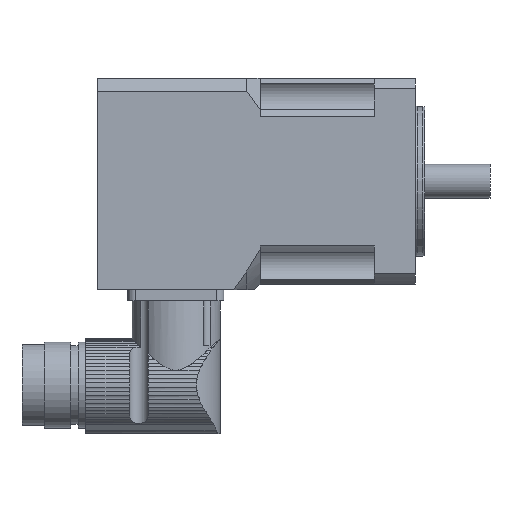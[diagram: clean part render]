
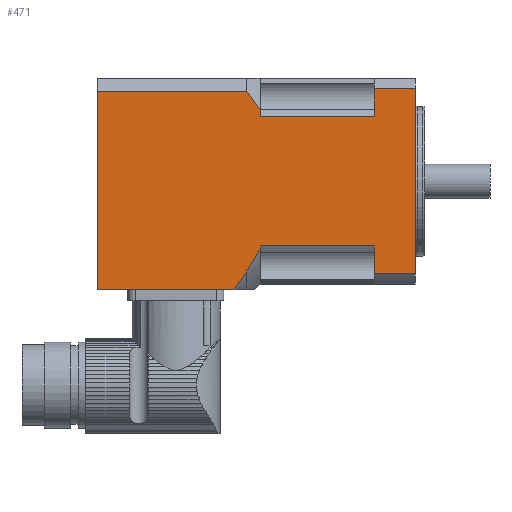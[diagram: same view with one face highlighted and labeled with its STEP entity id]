
A CAD part, left-side view. The second image highlights one B-rep face of the part: STEP entity #471.
In plain terms, the highlighted planar face has unit normal (-1, 0, 0).
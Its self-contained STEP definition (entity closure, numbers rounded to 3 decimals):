
#319=B_SPLINE_CURVE_WITH_KNOTS('',3,(#5814,#5815,#5816,#5817),.UNSPECIFIED.,
.F.,.F.,(4,4),(0.,1.),.UNSPECIFIED.);
#320=B_SPLINE_CURVE_WITH_KNOTS('',3,(#5821,#5822,#5823,#5824),.UNSPECIFIED.,
.F.,.F.,(4,4),(0.,1.),.UNSPECIFIED.);
#471=ADVANCED_FACE('',(#748),#699,.T.);
#699=PLANE('',#4163);
#748=FACE_OUTER_BOUND('',#959,.T.);
#959=EDGE_LOOP('',(#1710,#1711,#1712,#1713,#1714,#1715,#1716,#1717,#1718,
#1719,#1720,#1721,#1722,#1723,#1724,#1725,#1726));
#1223=LINE('',#5770,#1457);
#1238=LINE('',#5801,#1472);
#1239=LINE('',#5804,#1473);
#1240=LINE('',#5806,#1474);
#1241=LINE('',#5808,#1475);
#1242=LINE('',#5810,#1476);
#1243=LINE('',#5812,#1477);
#1244=LINE('',#5819,#1478);
#1245=LINE('',#5825,#1479);
#1246=LINE('',#5827,#1480);
#1247=LINE('',#5829,#1481);
#1248=LINE('',#5831,#1482);
#1249=LINE('',#5833,#1483);
#1250=LINE('',#5835,#1484);
#1251=LINE('',#5837,#1485);
#1457=VECTOR('',#4623,1.);
#1472=VECTOR('',#4642,1.);
#1473=VECTOR('',#4643,1.);
#1474=VECTOR('',#4644,1.);
#1475=VECTOR('',#4645,1.);
#1476=VECTOR('',#4646,1.);
#1477=VECTOR('',#4647,1.);
#1478=VECTOR('',#4648,1.);
#1479=VECTOR('',#4649,1.);
#1480=VECTOR('',#4650,1.);
#1481=VECTOR('',#4651,1.);
#1482=VECTOR('',#4652,1.);
#1483=VECTOR('',#4653,1.);
#1484=VECTOR('',#4654,1.);
#1485=VECTOR('',#4655,1.);
#1710=ORIENTED_EDGE('',*,*,#3344,.T.);
#1711=ORIENTED_EDGE('',*,*,#3345,.T.);
#1712=ORIENTED_EDGE('',*,*,#3346,.T.);
#1713=ORIENTED_EDGE('',*,*,#3347,.F.);
#1714=ORIENTED_EDGE('',*,*,#3348,.T.);
#1715=ORIENTED_EDGE('',*,*,#3349,.F.);
#1716=ORIENTED_EDGE('',*,*,#3350,.T.);
#1717=ORIENTED_EDGE('',*,*,#3351,.F.);
#1718=ORIENTED_EDGE('',*,*,#3352,.T.);
#1719=ORIENTED_EDGE('',*,*,#3329,.T.);
#1720=ORIENTED_EDGE('',*,*,#3353,.F.);
#1721=ORIENTED_EDGE('',*,*,#3354,.T.);
#1722=ORIENTED_EDGE('',*,*,#3355,.F.);
#1723=ORIENTED_EDGE('',*,*,#3356,.T.);
#1724=ORIENTED_EDGE('',*,*,#3357,.F.);
#1725=ORIENTED_EDGE('',*,*,#3358,.T.);
#1726=ORIENTED_EDGE('',*,*,#3359,.F.);
#2908=VERTEX_POINT('',#5760);
#2913=VERTEX_POINT('',#5769);
#2928=VERTEX_POINT('',#5802);
#2929=VERTEX_POINT('',#5803);
#2930=VERTEX_POINT('',#5805);
#2931=VERTEX_POINT('',#5807);
#2932=VERTEX_POINT('',#5809);
#2933=VERTEX_POINT('',#5811);
#2934=VERTEX_POINT('',#5813);
#2935=VERTEX_POINT('',#5818);
#2936=VERTEX_POINT('',#5820);
#2937=VERTEX_POINT('',#5826);
#2938=VERTEX_POINT('',#5828);
#2939=VERTEX_POINT('',#5830);
#2940=VERTEX_POINT('',#5832);
#2941=VERTEX_POINT('',#5834);
#2942=VERTEX_POINT('',#5836);
#3329=EDGE_CURVE('',#2908,#2913,#1223,.T.);
#3344=EDGE_CURVE('',#2928,#2929,#1238,.T.);
#3345=EDGE_CURVE('',#2929,#2930,#1239,.T.);
#3346=EDGE_CURVE('',#2930,#2931,#1240,.T.);
#3347=EDGE_CURVE('',#2932,#2931,#1241,.T.);
#3348=EDGE_CURVE('',#2932,#2933,#1242,.T.);
#3349=EDGE_CURVE('',#2934,#2933,#1243,.T.);
#3350=EDGE_CURVE('',#2934,#2935,#319,.T.);
#3351=EDGE_CURVE('',#2936,#2935,#1244,.T.);
#3352=EDGE_CURVE('',#2936,#2908,#320,.T.);
#3353=EDGE_CURVE('',#2937,#2913,#1245,.T.);
#3354=EDGE_CURVE('',#2937,#2938,#1246,.T.);
#3355=EDGE_CURVE('',#2939,#2938,#1247,.T.);
#3356=EDGE_CURVE('',#2939,#2940,#1248,.T.);
#3357=EDGE_CURVE('',#2941,#2940,#1249,.T.);
#3358=EDGE_CURVE('',#2941,#2942,#1250,.T.);
#3359=EDGE_CURVE('',#2928,#2942,#1251,.T.);
#4163=AXIS2_PLACEMENT_3D('',#5838,#4656,#4657);
#4623=DIRECTION('',(0.,0.,1.));
#4642=DIRECTION('',(0.,0.,1.));
#4643=DIRECTION('',(0.,0.577,0.816));
#4644=DIRECTION('',(0.,1.,0.));
#4645=DIRECTION('',(0.,0.,1.));
#4646=DIRECTION('',(0.,-1.,0.));
#4647=DIRECTION('',(0.,0.,-1.));
#4648=DIRECTION('',(0.,1.,0.));
#4649=DIRECTION('',(0.,1.,0.));
#4650=DIRECTION('',(0.,0.,-1.));
#4651=DIRECTION('',(0.,1.,0.));
#4652=DIRECTION('',(0.,0.,1.));
#4653=DIRECTION('',(0.,-1.,0.));
#4654=DIRECTION('',(0.,0.,-1.));
#4655=DIRECTION('',(0.,-1.,0.));
#4656=DIRECTION('',(-1.,0.,0.));
#4657=DIRECTION('',(0.,0.,1.));
#5760=CARTESIAN_POINT('',(-35.,41.,-25.741));
#5769=CARTESIAN_POINT('',(-35.,41.,-24.821));
#5770=CARTESIAN_POINT('',(-35.,41.,-35.));
#5801=CARTESIAN_POINT('',(-35.,41.,-35.));
#5802=CARTESIAN_POINT('',(-35.,41.,9.821));
#5803=CARTESIAN_POINT('',(-35.,41.,11.55));
#5804=CARTESIAN_POINT('',(-35.,12.139,-29.265));
#5805=CARTESIAN_POINT('',(-35.,44.5,16.5));
#5806=CARTESIAN_POINT('',(-35.,20.25,16.5));
#5807=CARTESIAN_POINT('',(-35.,84.5,16.5));
#5808=CARTESIAN_POINT('',(-35.,84.5,-35.));
#5809=CARTESIAN_POINT('',(-35.,84.5,-36.5));
#5810=CARTESIAN_POINT('',(-35.,84.5,-36.5));
#5811=CARTESIAN_POINT('',(-35.,48.,-36.5));
#5812=CARTESIAN_POINT('',(-35.,48.,-35.));
#5813=CARTESIAN_POINT('',(-35.,48.,-36.478));
#5814=CARTESIAN_POINT('',(-35.,48.,-36.478));
#5815=CARTESIAN_POINT('',(-35.,46.814,-34.844));
#5816=CARTESIAN_POINT('',(-35.,45.66,-33.187));
#5817=CARTESIAN_POINT('',(-35.,44.55,-31.5));
#5818=CARTESIAN_POINT('',(-35.,44.55,-31.5));
#5819=CARTESIAN_POINT('',(-35.,41.,-31.5));
#5820=CARTESIAN_POINT('',(-35.,44.5,-31.5));
#5821=CARTESIAN_POINT('',(-35.,44.5,-31.5));
#5822=CARTESIAN_POINT('',(-35.,43.265,-29.622));
#5823=CARTESIAN_POINT('',(-35.,42.088,-27.709));
#5824=CARTESIAN_POINT('',(-35.,41.,-25.741));
#5825=CARTESIAN_POINT('',(-35.,41.,-24.821));
#5826=CARTESIAN_POINT('',(-35.,10.5,-24.821));
#5827=CARTESIAN_POINT('',(-35.,10.5,-35.));
#5828=CARTESIAN_POINT('',(-35.,10.5,-32.254));
#5829=CARTESIAN_POINT('',(-35.,-0.5,-32.254));
#5830=CARTESIAN_POINT('',(-35.,-0.5,-32.254));
#5831=CARTESIAN_POINT('',(-35.,-0.5,-35.));
#5832=CARTESIAN_POINT('',(-35.,-0.5,17.254));
#5833=CARTESIAN_POINT('',(-35.,-0.5,17.254));
#5834=CARTESIAN_POINT('',(-35.,10.5,17.254));
#5835=CARTESIAN_POINT('',(-35.,10.5,-35.));
#5836=CARTESIAN_POINT('',(-35.,10.5,9.821));
#5837=CARTESIAN_POINT('',(-35.,41.,9.821));
#5838=CARTESIAN_POINT('',(-35.,20.25,-35.));
